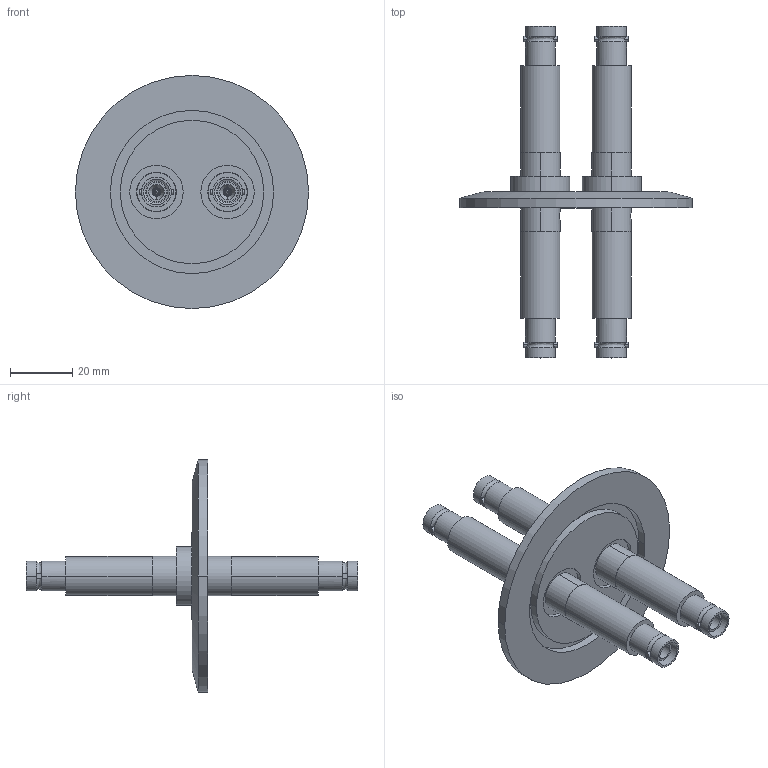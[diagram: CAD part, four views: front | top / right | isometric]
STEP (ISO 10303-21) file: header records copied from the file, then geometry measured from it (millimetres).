
FILE_DESCRIPTION (( 'STEP AP203' ), '1' );
FILE_NAME ('A6974-1-QF.STEP', '2013-08-29T11:48:17', ( '' ), ( '' ), 'SwSTEP 2.0', 'SolidWorks 2012', '' );
FILE_SCHEMA (( 'CONFIG_CONTROL_DESIGN' ));
Length unit declared in the file: inch
Products named in the file (1): A6974-1-QF
Bounding box: 74.93 x 106.68 x 74.93 mm (x, y, z)
Volume: 32945.5 mm3; surface area: 31822.5 mm2
Topology: 1 solids, 5 shells, 444 faces, 1006 edges, 626 vertices
Faces by surface type: cylinder 230, cone 106, plane 76, bspline 32
Entity records: 13411 total; most frequent: CARTESIAN_POINT 3169, DIRECTION 2326, ORIENTED_EDGE 1996, EDGE_CURVE 998, AXIS2_PLACEMENT_3D 995, VERTEX_POINT 626, CIRCLE 582, EDGE_LOOP 514
